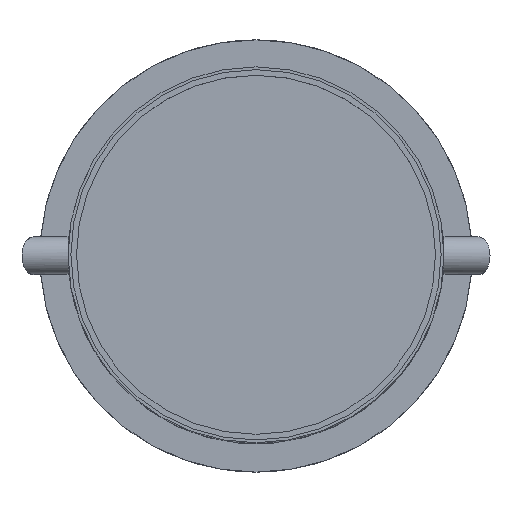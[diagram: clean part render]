
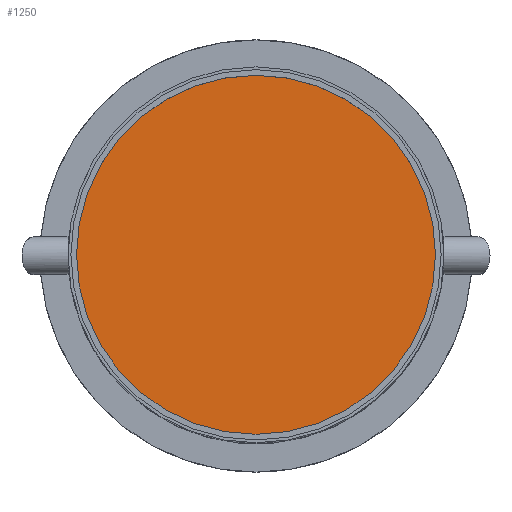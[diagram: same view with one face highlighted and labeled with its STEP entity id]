
A CAD part, top view. The second image highlights one B-rep face of the part: STEP entity #1250.
In plain terms, the highlighted planar face has unit normal (0, 0, 1).
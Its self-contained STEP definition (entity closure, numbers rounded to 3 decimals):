
#109=PLANE('',#1426);
#174=CIRCLE('',#1427,191.);
#251=FACE_OUTER_BOUND('',#358,.T.);
#358=EDGE_LOOP('',(#1106));
#614=VERTEX_POINT('',#2692);
#781=EDGE_CURVE('',#614,#614,#174,.T.);
#1106=ORIENTED_EDGE('',*,*,#781,.T.);
#1250=ADVANCED_FACE('',(#251),#109,.T.);
#1426=AXIS2_PLACEMENT_3D('',#2691,#1768,#1769);
#1427=AXIS2_PLACEMENT_3D('',#2693,#1770,#1771);
#1768=DIRECTION('center_axis',(0.,0.,1.));
#1769=DIRECTION('ref_axis',(1.,0.,0.));
#1770=DIRECTION('center_axis',(0.,0.,1.));
#1771=DIRECTION('ref_axis',(-1.,0.,0.));
#2691=CARTESIAN_POINT('Origin',(0.,0.,692.));
#2692=CARTESIAN_POINT('',(191.,0.,692.));
#2693=CARTESIAN_POINT('Origin',(0.,0.,692.));
